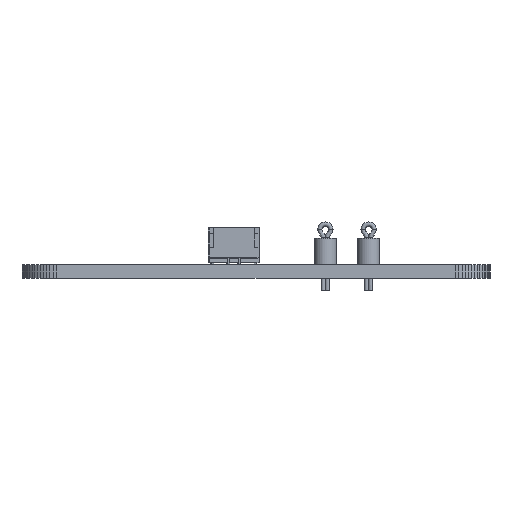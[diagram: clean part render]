
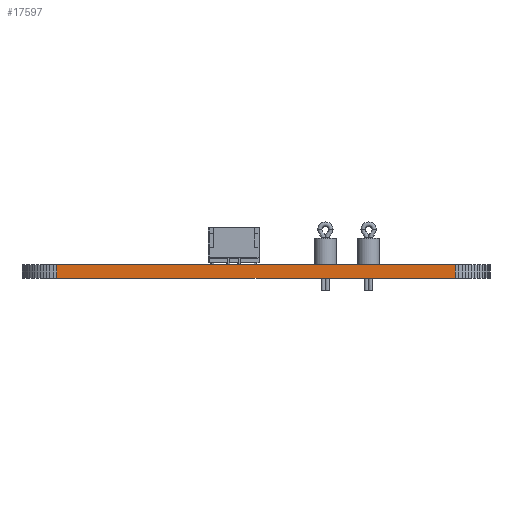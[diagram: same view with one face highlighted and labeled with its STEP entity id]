
A CAD part, front view. The second image highlights one B-rep face of the part: STEP entity #17597.
In plain terms, the highlighted planar face has unit normal (0, -1, 0).
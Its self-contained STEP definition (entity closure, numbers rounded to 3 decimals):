
#10990 = PLANE('',#10991);
#10991 = AXIS2_PLACEMENT_3D('',#10992,#10993,#10994);
#10992 = CARTESIAN_POINT('',(130.,-92.,1.6));
#10993 = DIRECTION('',(-0.,-0.,-1.));
#10994 = DIRECTION('',(-1.,0.,0.));
#11044 = PLANE('',#11045);
#11045 = AXIS2_PLACEMENT_3D('',#11046,#11047,#11048);
#11046 = CARTESIAN_POINT('',(130.,-92.,0.));
#11047 = DIRECTION('',(-0.,-0.,-1.));
#11048 = DIRECTION('',(-1.,0.,0.));
#12021 = VERTEX_POINT('',#12022);
#12022 = CARTESIAN_POINT('',(153.,-144.,0.));
#12036 = PLANE('',#12037);
#12037 = AXIS2_PLACEMENT_3D('',#12038,#12039,#12040);
#12038 = CARTESIAN_POINT('',(153.392,-143.981,0.));
#12039 = DIRECTION('',(0.049,-0.999,0.));
#12040 = DIRECTION('',(-0.999,-0.049,0.));
#12048 = EDGE_CURVE('',#12021,#12049,#12051,.T.);
#12049 = VERTEX_POINT('',#12050);
#12050 = CARTESIAN_POINT('',(107.,-144.,0.));
#12051 = SURFACE_CURVE('',#12052,(#12056,#12063),.PCURVE_S1.);
#12052 = LINE('',#12053,#12054);
#12053 = CARTESIAN_POINT('',(153.,-144.,0.));
#12054 = VECTOR('',#12055,1.);
#12055 = DIRECTION('',(-1.,0.,0.));
#12056 = PCURVE('',#11044,#12057);
#12057 = DEFINITIONAL_REPRESENTATION('',(#12058),#12062);
#12058 = LINE('',#12059,#12060);
#12059 = CARTESIAN_POINT('',(-23.,-52.));
#12060 = VECTOR('',#12061,1.);
#12061 = DIRECTION('',(1.,0.));
#12062 = ( GEOMETRIC_REPRESENTATION_CONTEXT(2) 
PARAMETRIC_REPRESENTATION_CONTEXT() REPRESENTATION_CONTEXT('2D SPACE',''
  ) );
#12063 = PCURVE('',#12064,#12069);
#12064 = PLANE('',#12065);
#12065 = AXIS2_PLACEMENT_3D('',#12066,#12067,#12068);
#12066 = CARTESIAN_POINT('',(153.,-144.,0.));
#12067 = DIRECTION('',(0.,-1.,0.));
#12068 = DIRECTION('',(-1.,0.,0.));
#12069 = DEFINITIONAL_REPRESENTATION('',(#12070),#12074);
#12070 = LINE('',#12071,#12072);
#12071 = CARTESIAN_POINT('',(0.,-0.));
#12072 = VECTOR('',#12073,1.);
#12073 = DIRECTION('',(1.,0.));
#12074 = ( GEOMETRIC_REPRESENTATION_CONTEXT(2) 
PARAMETRIC_REPRESENTATION_CONTEXT() REPRESENTATION_CONTEXT('2D SPACE',''
  ) );
#12092 = PLANE('',#12093);
#12093 = AXIS2_PLACEMENT_3D('',#12094,#12095,#12096);
#12094 = CARTESIAN_POINT('',(107.,-144.,0.));
#12095 = DIRECTION('',(-0.049,-0.999,0.));
#12096 = DIRECTION('',(-0.999,0.049,0.));
#14465 = VERTEX_POINT('',#14466);
#14466 = CARTESIAN_POINT('',(153.,-144.,1.6));
#14487 = EDGE_CURVE('',#14465,#14488,#14490,.T.);
#14488 = VERTEX_POINT('',#14489);
#14489 = CARTESIAN_POINT('',(107.,-144.,1.6));
#14490 = SURFACE_CURVE('',#14491,(#14495,#14502),.PCURVE_S1.);
#14491 = LINE('',#14492,#14493);
#14492 = CARTESIAN_POINT('',(153.,-144.,1.6));
#14493 = VECTOR('',#14494,1.);
#14494 = DIRECTION('',(-1.,0.,0.));
#14495 = PCURVE('',#10990,#14496);
#14496 = DEFINITIONAL_REPRESENTATION('',(#14497),#14501);
#14497 = LINE('',#14498,#14499);
#14498 = CARTESIAN_POINT('',(-23.,-52.));
#14499 = VECTOR('',#14500,1.);
#14500 = DIRECTION('',(1.,0.));
#14501 = ( GEOMETRIC_REPRESENTATION_CONTEXT(2) 
PARAMETRIC_REPRESENTATION_CONTEXT() REPRESENTATION_CONTEXT('2D SPACE',''
  ) );
#14502 = PCURVE('',#12064,#14503);
#14503 = DEFINITIONAL_REPRESENTATION('',(#14504),#14508);
#14504 = LINE('',#14505,#14506);
#14505 = CARTESIAN_POINT('',(0.,-1.6));
#14506 = VECTOR('',#14507,1.);
#14507 = DIRECTION('',(1.,0.));
#14508 = ( GEOMETRIC_REPRESENTATION_CONTEXT(2) 
PARAMETRIC_REPRESENTATION_CONTEXT() REPRESENTATION_CONTEXT('2D SPACE',''
  ) );
#17549 = EDGE_CURVE('',#12021,#14465,#17550,.T.);
#17550 = SURFACE_CURVE('',#17551,(#17555,#17562),.PCURVE_S1.);
#17551 = LINE('',#17552,#17553);
#17552 = CARTESIAN_POINT('',(153.,-144.,0.));
#17553 = VECTOR('',#17554,1.);
#17554 = DIRECTION('',(0.,0.,1.));
#17555 = PCURVE('',#12036,#17556);
#17556 = DEFINITIONAL_REPRESENTATION('',(#17557),#17561);
#17557 = LINE('',#17558,#17559);
#17558 = CARTESIAN_POINT('',(0.393,0.));
#17559 = VECTOR('',#17560,1.);
#17560 = DIRECTION('',(0.,-1.));
#17561 = ( GEOMETRIC_REPRESENTATION_CONTEXT(2) 
PARAMETRIC_REPRESENTATION_CONTEXT() REPRESENTATION_CONTEXT('2D SPACE',''
  ) );
#17562 = PCURVE('',#12064,#17563);
#17563 = DEFINITIONAL_REPRESENTATION('',(#17564),#17568);
#17564 = LINE('',#17565,#17566);
#17565 = CARTESIAN_POINT('',(0.,-0.));
#17566 = VECTOR('',#17567,1.);
#17567 = DIRECTION('',(0.,-1.));
#17568 = ( GEOMETRIC_REPRESENTATION_CONTEXT(2) 
PARAMETRIC_REPRESENTATION_CONTEXT() REPRESENTATION_CONTEXT('2D SPACE',''
  ) );
#17597 = ADVANCED_FACE('',(#17598),#12064,.T.);
#17598 = FACE_BOUND('',#17599,.T.);
#17599 = EDGE_LOOP('',(#17600,#17601,#17602,#17623));
#17600 = ORIENTED_EDGE('',*,*,#17549,.T.);
#17601 = ORIENTED_EDGE('',*,*,#14487,.T.);
#17602 = ORIENTED_EDGE('',*,*,#17603,.F.);
#17603 = EDGE_CURVE('',#12049,#14488,#17604,.T.);
#17604 = SURFACE_CURVE('',#17605,(#17609,#17616),.PCURVE_S1.);
#17605 = LINE('',#17606,#17607);
#17606 = CARTESIAN_POINT('',(107.,-144.,0.));
#17607 = VECTOR('',#17608,1.);
#17608 = DIRECTION('',(0.,0.,1.));
#17609 = PCURVE('',#12064,#17610);
#17610 = DEFINITIONAL_REPRESENTATION('',(#17611),#17615);
#17611 = LINE('',#17612,#17613);
#17612 = CARTESIAN_POINT('',(46.,0.));
#17613 = VECTOR('',#17614,1.);
#17614 = DIRECTION('',(0.,-1.));
#17615 = ( GEOMETRIC_REPRESENTATION_CONTEXT(2) 
PARAMETRIC_REPRESENTATION_CONTEXT() REPRESENTATION_CONTEXT('2D SPACE',''
  ) );
#17616 = PCURVE('',#12092,#17617);
#17617 = DEFINITIONAL_REPRESENTATION('',(#17618),#17622);
#17618 = LINE('',#17619,#17620);
#17619 = CARTESIAN_POINT('',(0.,0.));
#17620 = VECTOR('',#17621,1.);
#17621 = DIRECTION('',(0.,-1.));
#17622 = ( GEOMETRIC_REPRESENTATION_CONTEXT(2) 
PARAMETRIC_REPRESENTATION_CONTEXT() REPRESENTATION_CONTEXT('2D SPACE',''
  ) );
#17623 = ORIENTED_EDGE('',*,*,#12048,.F.);
